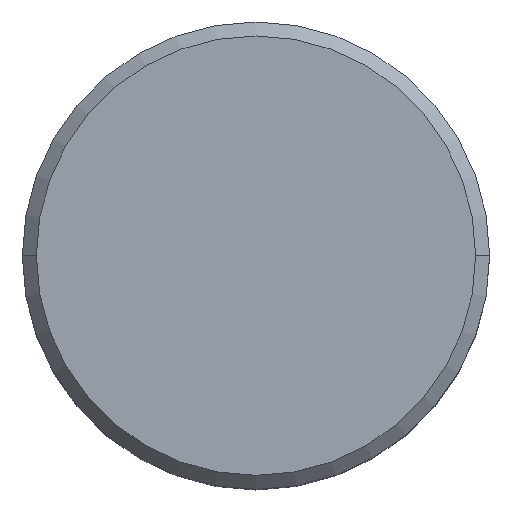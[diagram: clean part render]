
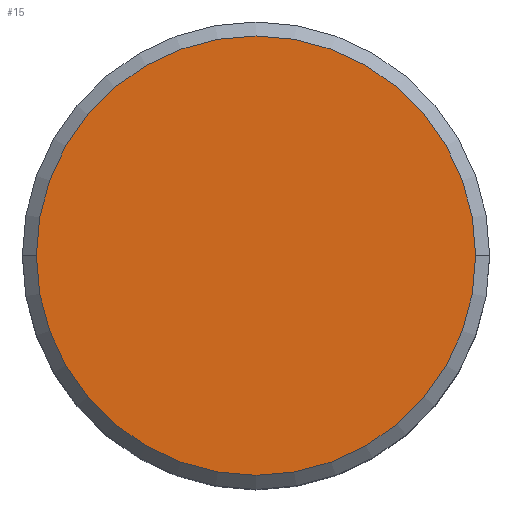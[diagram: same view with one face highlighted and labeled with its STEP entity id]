
A CAD part, top view. The second image highlights one B-rep face of the part: STEP entity #15.
In plain terms, the highlighted planar face has unit normal (0, 0, 1).
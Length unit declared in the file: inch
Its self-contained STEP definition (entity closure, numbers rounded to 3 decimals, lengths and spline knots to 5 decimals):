
#15 = ADVANCED_FACE ( 'NONE', ( #140 ), #457, .F. ) ;
#37 = CARTESIAN_POINT ( 'NONE',  ( 0., 0., 0. ) ) ;
#71 = DIRECTION ( 'NONE',  ( 1., 0., 0. ) ) ;
#84 = CARTESIAN_POINT ( 'NONE',  ( -0.235, 0., 0. ) ) ;
#137 = DIRECTION ( 'NONE',  ( 0., 0., 1. ) ) ;
#140 = FACE_OUTER_BOUND ( 'NONE', #181, .T. ) ;
#163 = AXIS2_PLACEMENT_3D ( 'NONE', #270, #410, #244 ) ;
#181 = EDGE_LOOP ( 'NONE', ( #340, #324 ) ) ;
#201 = EDGE_CURVE ( 'NONE', #383, #269, #461, .T. ) ;
#244 = DIRECTION ( 'NONE',  ( 1., 0., 0. ) ) ;
#257 = AXIS2_PLACEMENT_3D ( 'NONE', #37, #137, #71 ) ;
#269 = VERTEX_POINT ( 'NONE', #84 ) ;
#270 = CARTESIAN_POINT ( 'NONE',  ( 0., 0., 0. ) ) ;
#282 = DIRECTION ( 'NONE',  ( 0., 0., -1. ) ) ;
#284 = CARTESIAN_POINT ( 'NONE',  ( 0.235, 0., 0. ) ) ;
#318 = CARTESIAN_POINT ( 'NONE',  ( 0., 0.235, 0. ) ) ;
#324 = ORIENTED_EDGE ( 'NONE', *, *, #201, .T. ) ;
#328 = EDGE_CURVE ( 'NONE', #269, #383, #406, .T. ) ;
#340 = ORIENTED_EDGE ( 'NONE', *, *, #328, .T. ) ;
#383 = VERTEX_POINT ( 'NONE', #284 ) ;
#406 = CIRCLE ( 'NONE', #257, 0.235 ) ;
#410 = DIRECTION ( 'NONE',  ( 0., 0., 1. ) ) ;
#424 = DIRECTION ( 'NONE',  ( -1., 0., 0. ) ) ;
#450 = AXIS2_PLACEMENT_3D ( 'NONE', #318, #282, #424 ) ;
#457 = PLANE ( 'NONE',  #450 ) ;
#461 = CIRCLE ( 'NONE', #163, 0.235 ) ;
